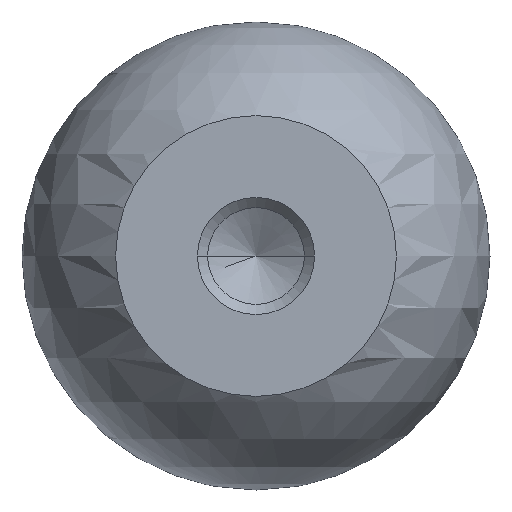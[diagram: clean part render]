
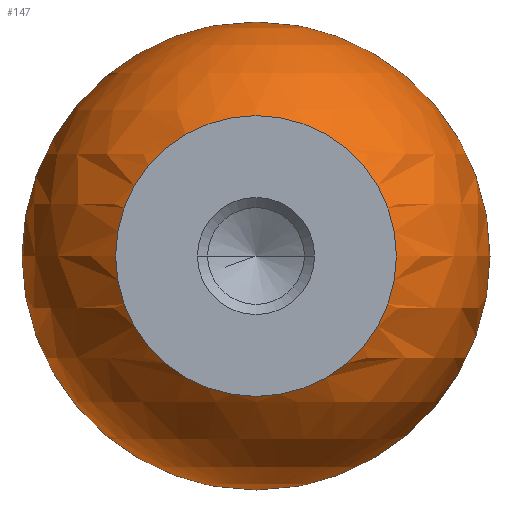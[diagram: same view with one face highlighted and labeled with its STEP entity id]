
A CAD part, front view. The second image highlights one B-rep face of the part: STEP entity #147.
In plain terms, the highlighted spherical face has radius 10 mm.
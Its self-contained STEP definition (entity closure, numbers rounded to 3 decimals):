
#89=EDGE_CURVE('',#115,#213,#236,.T.);
#97=EDGE_CURVE('',#213,#115,#244,.T.);
#115=VERTEX_POINT('',#264);
#127=VERTEX_POINT('',#276);
#131=EDGE_CURVE('',#173,#127,#281,.T.);
#143=EDGE_CURVE('',#127,#173,#294,.T.);
#147=ADVANCED_FACE('',(#298,#299),#300,.T.);
#173=VERTEX_POINT('',#333);
#213=VERTEX_POINT('',#379);
#236=CIRCLE('',#393,10.0);
#244=CIRCLE('',#406,10.0);
#264=CARTESIAN_POINT('',(0.,8.0,-10.0));
#276=CARTESIAN_POINT('',(0.0,0.0,-6.0));
#281=CIRCLE('',#453,6.0);
#294=CIRCLE('',#470,6.0);
#298=FACE_BOUND('',#476,.T.);
#299=FACE_BOUND('',#477,.T.);
#300=SPHERICAL_SURFACE('',#478,10.0);
#333=CARTESIAN_POINT('',(0.,0.0,6.0));
#379=CARTESIAN_POINT('',(0.0,8.0,10.0));
#393=AXIS2_PLACEMENT_3D('',#583,#584,#585);
#406=AXIS2_PLACEMENT_3D('',#593,#594,#595);
#453=AXIS2_PLACEMENT_3D('',#631,#632,#633);
#470=AXIS2_PLACEMENT_3D('',#651,#652,#653);
#476=EDGE_LOOP('',(#656,#657));
#477=EDGE_LOOP('',(#658,#659));
#478=AXIS2_PLACEMENT_3D('',#660,#661,#662);
#583=CARTESIAN_POINT('',(0.0,8.0,0.0));
#584=DIRECTION('',(0.,-1.0,0.0));
#585=DIRECTION('',(0.0,0.0,1.0));
#593=CARTESIAN_POINT('',(0.0,8.0,0.0));
#594=DIRECTION('',(0.,-1.0,0.0));
#595=DIRECTION('',(0.0,0.0,1.0));
#631=CARTESIAN_POINT('',(0.0,0.0,0.0));
#632=DIRECTION('',(0.0,1.0,0.0));
#633=DIRECTION('',(0.0,0.0,-1.0));
#651=CARTESIAN_POINT('',(0.0,0.0,0.0));
#652=DIRECTION('',(0.0,1.0,0.0));
#653=DIRECTION('',(0.0,0.0,-1.0));
#656=ORIENTED_EDGE('',*,*,#89,.T.);
#657=ORIENTED_EDGE('',*,*,#97,.T.);
#658=ORIENTED_EDGE('',*,*,#131,.T.);
#659=ORIENTED_EDGE('',*,*,#143,.T.);
#660=CARTESIAN_POINT('',(0.0,8.0,0.0));
#661=DIRECTION('',(0.0,0.0,1.0));
#662=DIRECTION('',(1.0,0.0,0.0));
